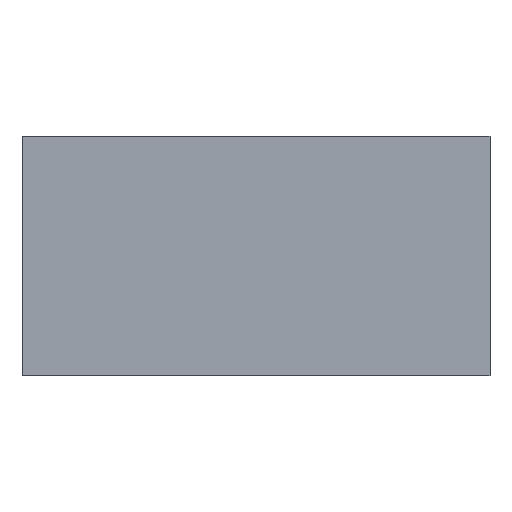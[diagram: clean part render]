
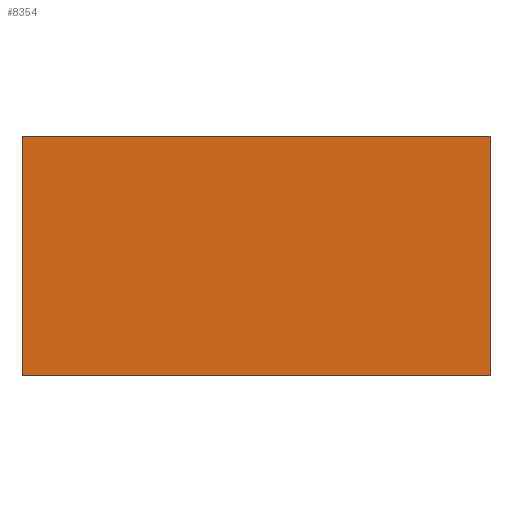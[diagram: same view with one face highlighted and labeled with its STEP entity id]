
A CAD part, front view. The second image highlights one B-rep face of the part: STEP entity #8354.
In plain terms, the highlighted planar face has unit normal (0, -1, 0).
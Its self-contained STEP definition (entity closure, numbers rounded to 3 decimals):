
#104 = LINE ( 'NONE', #268, #939 ) ;
#268 = CARTESIAN_POINT ( 'NONE',  ( -200., -220., 205. ) ) ;
#401 = DIRECTION ( 'NONE',  ( 0., 0., -1. ) ) ;
#419 = ORIENTED_EDGE ( 'NONE', *, *, #3582, .T. ) ;
#641 = EDGE_CURVE ( 'NONE', #7224, #6324, #4879, .T. ) ;
#908 = VECTOR ( 'NONE', #6384, 1000. ) ;
#939 = VECTOR ( 'NONE', #2284, 1000. ) ;
#1069 = PLANE ( 'NONE',  #2471 ) ;
#1390 = ORIENTED_EDGE ( 'NONE', *, *, #641, .F. ) ;
#1690 = CARTESIAN_POINT ( 'NONE',  ( 200., -220., 205. ) ) ;
#1736 = LINE ( 'NONE', #5743, #908 ) ;
#2216 = VERTEX_POINT ( 'NONE', #3024 ) ;
#2284 = DIRECTION ( 'NONE',  ( 0., 0., -1. ) ) ;
#2329 = CARTESIAN_POINT ( 'NONE',  ( -200., -220., 205. ) ) ;
#2359 = DIRECTION ( 'NONE',  ( 0., 0., 1. ) ) ;
#2471 = AXIS2_PLACEMENT_3D ( 'NONE', #2329, #7454, #2359 ) ;
#3024 = CARTESIAN_POINT ( 'NONE',  ( -200., -220., 205. ) ) ;
#3179 = VERTEX_POINT ( 'NONE', #7939 ) ;
#3582 = EDGE_CURVE ( 'NONE', #3179, #6324, #4869, .T. ) ;
#3878 = FACE_OUTER_BOUND ( 'NONE', #4933, .T. ) ;
#4404 = CARTESIAN_POINT ( 'NONE',  ( -200., -220., 0. ) ) ;
#4415 = DIRECTION ( 'NONE',  ( 1., 0., 0. ) ) ;
#4846 = VECTOR ( 'NONE', #4415, 1000. ) ;
#4867 = VECTOR ( 'NONE', #401, 1000. ) ;
#4869 = LINE ( 'NONE', #4404, #4846 ) ;
#4879 = LINE ( 'NONE', #4998, #4867 ) ;
#4907 = CARTESIAN_POINT ( 'NONE',  ( 200., -220., 0. ) ) ;
#4933 = EDGE_LOOP ( 'NONE', ( #419, #1390, #8159, #7965 ) ) ;
#4998 = CARTESIAN_POINT ( 'NONE',  ( 200., -220., 205. ) ) ;
#5743 = CARTESIAN_POINT ( 'NONE',  ( -200., -220., 205. ) ) ;
#6279 = EDGE_CURVE ( 'NONE', #2216, #3179, #104, .T. ) ;
#6324 = VERTEX_POINT ( 'NONE', #4907 ) ;
#6384 = DIRECTION ( 'NONE',  ( 1., 0., 0. ) ) ;
#7224 = VERTEX_POINT ( 'NONE', #1690 ) ;
#7426 = EDGE_CURVE ( 'NONE', #2216, #7224, #1736, .T. ) ;
#7454 = DIRECTION ( 'NONE',  ( 0., 1., 0. ) ) ;
#7939 = CARTESIAN_POINT ( 'NONE',  ( -200., -220., 0. ) ) ;
#7965 = ORIENTED_EDGE ( 'NONE', *, *, #6279, .T. ) ;
#8159 = ORIENTED_EDGE ( 'NONE', *, *, #7426, .F. ) ;
#8354 = ADVANCED_FACE ( 'NONE', ( #3878 ), #1069, .F. ) ;
